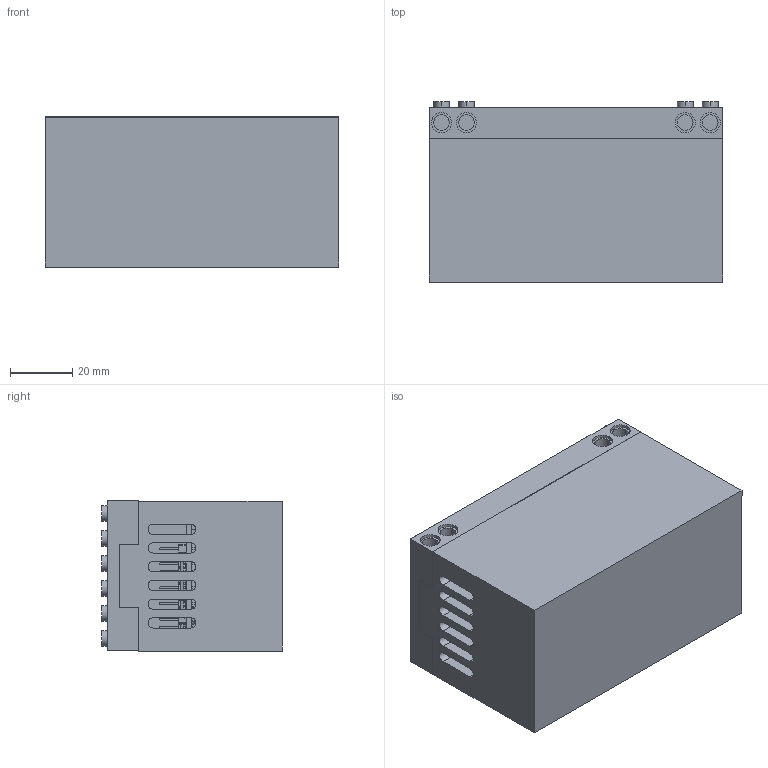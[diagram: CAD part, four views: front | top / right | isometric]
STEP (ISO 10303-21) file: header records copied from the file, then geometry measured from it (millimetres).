
FILE_DESCRIPTION (( 'STEP AP203' ), '1' );
FILE_NAME ('assembly.STEP', '2024-05-02T07:09:10', ( '' ), ( '' ), 'SwSTEP 2.0', 'SolidWorks 2023', '' );
FILE_SCHEMA (( 'CONFIG_CONTROL_DESIGN' ));
Length unit declared in the file: millimetre
Products named in the file (28): Battery; R_1206_3216Metric.step; top; LED_1206_3216Metric.step; PinHeader_1x09_P2.54mm_Vertical.step; SOIC-8_3.9x4.9mm_P1.27mm.step; LED_1206_3216Metric-2.step; Fusion007; PinHeader_1x09_P254mm_Vertical.step; SOIC_8_39x49mm_P127mm.step; SOT-223.step; assembly; driver_v2_PCB.step; PinHeader_1x10_P2.54mm_Vertical.step; Fusion009; RJ12; bottom; C_1206_3216Metric-0.step; Fusion008; driver_v2.step; Fusion011; C_1206_3216Metric.step; Fusion005; SOT_223.step; R_1206_3216Metric-1.step; Fusion006; PinHeader_1x10_P254mm_Vertical.step; Fusion010
Assembly tree (37 placements, depth 4):
  assembly
    RJ12
      Fusion011
      Fusion010
      Fusion009
      Fusion008
      Fusion007
      Fusion006
      Fusion005
    Battery
    bottom
    top
    driver_v2.step
      SOIC-8_3.9x4.9mm_P1.27mm.step  x4
        SOIC_8_39x49mm_P127mm.step
      C_1206_3216Metric.step
        C_1206_3216Metric-0.step
      R_1206_3216Metric.step  x7
        R_1206_3216Metric-1.step
      PinHeader_1x09_P2.54mm_Vertical.step
        PinHeader_1x09_P254mm_Vertical.step
      PinHeader_1x10_P2.54mm_Vertical.step  x2
        PinHeader_1x10_P254mm_Vertical.step
      LED_1206_3216Metric.step
        LED_1206_3216Metric-2.step
      SOT-223.step
        SOT_223.step
      driver_v2_PCB.step
Bounding box: 94.07 x 57.73 x 48.04 mm (x, y, z)
Volume: 165131.2 mm3; surface area: 66612.3 mm2
Topology: 28 solids, 28 shells, 2366 faces, 6078 edges, 3813 vertices
Faces by surface type: plane 1629, cylinder 540, bspline 183, sphere 8, cone 6
Entity records: 49045 total; most frequent: CARTESIAN_POINT 9234, ORIENTED_EDGE 7644, DIRECTION 7352, EDGE_CURVE 3822, LINE 2904, VECTOR 2904, VERTEX_POINT 2429, AXIS2_PLACEMENT_3D 2224
